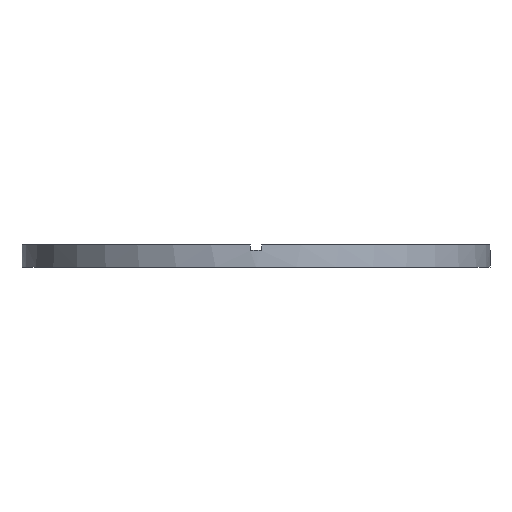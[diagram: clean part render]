
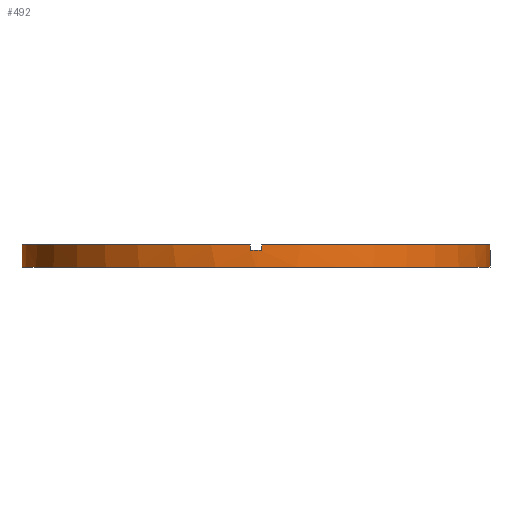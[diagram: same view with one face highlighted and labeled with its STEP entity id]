
A CAD part, front view. The second image highlights one B-rep face of the part: STEP entity #492.
In plain terms, the highlighted cylindrical face has radius 42.5 mm (diameter 85 mm), a partial arc.
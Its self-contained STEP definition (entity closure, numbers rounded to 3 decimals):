
#7 = CARTESIAN_POINT ( 'NONE',  ( 42.5, 0., 4. ) ) ;
#11 = ORIENTED_EDGE ( 'NONE', *, *, #15, .F. ) ;
#14 = VERTEX_POINT ( 'NONE', #574 ) ;
#15 = EDGE_CURVE ( 'NONE', #36, #79, #643, .T. ) ;
#16 = CARTESIAN_POINT ( 'NONE',  ( 42.488, -1., 4. ) ) ;
#20 = ORIENTED_EDGE ( 'NONE', *, *, #515, .T. ) ;
#23 = ORIENTED_EDGE ( 'NONE', *, *, #774, .F. ) ;
#36 = VERTEX_POINT ( 'NONE', #338 ) ;
#38 = ORIENTED_EDGE ( 'NONE', *, *, #512, .T. ) ;
#39 = CARTESIAN_POINT ( 'NONE',  ( 0., 0., 4. ) ) ;
#40 = CARTESIAN_POINT ( 'NONE',  ( 0., 0., 3. ) ) ;
#42 = ORIENTED_EDGE ( 'NONE', *, *, #114, .T. ) ;
#46 = EDGE_LOOP ( 'NONE', ( #659, #11, #42, #23, #637, #642, #20, #552, #548, #285, #38, #563 ) ) ;
#51 = EDGE_CURVE ( 'NONE', #506, #769, #646, .T. ) ;
#70 = VECTOR ( 'NONE', #225, 1000. ) ;
#78 = LINE ( 'NONE', #497, #349 ) ;
#79 = VERTEX_POINT ( 'NONE', #160 ) ;
#84 = FACE_OUTER_BOUND ( 'NONE', #46, .T. ) ;
#114 = EDGE_CURVE ( 'NONE', #36, #761, #384, .T. ) ;
#131 = VECTOR ( 'NONE', #745, 1000. ) ;
#156 = CARTESIAN_POINT ( 'NONE',  ( 0., 0., 4. ) ) ;
#157 = VERTEX_POINT ( 'NONE', #270 ) ;
#160 = CARTESIAN_POINT ( 'NONE',  ( 42.5, 0., 3. ) ) ;
#176 = CARTESIAN_POINT ( 'NONE',  ( -1., -42.488, 3. ) ) ;
#182 = CARTESIAN_POINT ( 'NONE',  ( 0., 0., 0. ) ) ;
#183 = EDGE_CURVE ( 'NONE', #655, #14, #672, .T. ) ;
#195 = AXIS2_PLACEMENT_3D ( 'NONE', #224, #342, #434 ) ;
#205 = AXIS2_PLACEMENT_3D ( 'NONE', #730, #689, #779 ) ;
#219 = LINE ( 'NONE', #259, #230 ) ;
#221 = DIRECTION ( 'NONE',  ( 1., 0., 0. ) ) ;
#224 = CARTESIAN_POINT ( 'NONE',  ( 0., 0., 3. ) ) ;
#225 = DIRECTION ( 'NONE',  ( 0., 0., 1. ) ) ;
#229 = DIRECTION ( 'NONE',  ( 0., 0., 1. ) ) ;
#230 = VECTOR ( 'NONE', #421, 1000. ) ;
#235 = VERTEX_POINT ( 'NONE', #486 ) ;
#238 = AXIS2_PLACEMENT_3D ( 'NONE', #40, #782, #221 ) ;
#256 = EDGE_CURVE ( 'NONE', #555, #400, #415, .T. ) ;
#259 = CARTESIAN_POINT ( 'NONE',  ( -42.488, -1., 4. ) ) ;
#260 = AXIS2_PLACEMENT_3D ( 'NONE', #661, #710, #754 ) ;
#270 = CARTESIAN_POINT ( 'NONE',  ( 1., -42.488, 4. ) ) ;
#285 = ORIENTED_EDGE ( 'NONE', *, *, #256, .F. ) ;
#293 = EDGE_CURVE ( 'NONE', #157, #14, #78, .T. ) ;
#301 = DIRECTION ( 'NONE',  ( 0., 0., -1. ) ) ;
#338 = CARTESIAN_POINT ( 'NONE',  ( 42.488, -1., 3. ) ) ;
#342 = DIRECTION ( 'NONE',  ( 0., 0., 1. ) ) ;
#347 = LINE ( 'NONE', #487, #70 ) ;
#349 = VECTOR ( 'NONE', #775, 1000. ) ;
#359 = CYLINDRICAL_SURFACE ( 'NONE', #616, 42.5 ) ;
#369 = CARTESIAN_POINT ( 'NONE',  ( -42.5, 0., 4. ) ) ;
#376 = CARTESIAN_POINT ( 'NONE',  ( 42.488, -1., 4. ) ) ;
#384 = LINE ( 'NONE', #16, #131 ) ;
#392 = CARTESIAN_POINT ( 'NONE',  ( -1., -42.488, 4. ) ) ;
#400 = VERTEX_POINT ( 'NONE', #431 ) ;
#415 = CIRCLE ( 'NONE', #205, 42.5 ) ;
#421 = DIRECTION ( 'NONE',  ( 0., 0., -1. ) ) ;
#431 = CARTESIAN_POINT ( 'NONE',  ( -42.488, -1., 3. ) ) ;
#434 = DIRECTION ( 'NONE',  ( 1., 0., 0. ) ) ;
#441 = AXIS2_PLACEMENT_3D ( 'NONE', #182, #229, #529 ) ;
#461 = CIRCLE ( 'NONE', #463, 42.5 ) ;
#463 = AXIS2_PLACEMENT_3D ( 'NONE', #156, #741, #647 ) ;
#464 = VECTOR ( 'NONE', #301, 1000. ) ;
#486 = CARTESIAN_POINT ( 'NONE',  ( 42.5, 0., 0. ) ) ;
#487 = CARTESIAN_POINT ( 'NONE',  ( -1., -42.488, 4. ) ) ;
#488 = CARTESIAN_POINT ( 'NONE',  ( -42.5, 0., 3. ) ) ;
#492 = ADVANCED_FACE ( 'NONE', ( #84 ), #359, .T. ) ;
#496 = EDGE_CURVE ( 'NONE', #580, #235, #617, .T. ) ;
#497 = CARTESIAN_POINT ( 'NONE',  ( 1., -42.488, 4. ) ) ;
#506 = VERTEX_POINT ( 'NONE', #718 ) ;
#512 = EDGE_CURVE ( 'NONE', #555, #580, #593, .T. ) ;
#515 = EDGE_CURVE ( 'NONE', #655, #769, #347, .T. ) ;
#529 = DIRECTION ( 'NONE',  ( 1., 0., 0. ) ) ;
#530 = CARTESIAN_POINT ( 'NONE',  ( -42.5, 0., 0. ) ) ;
#548 = ORIENTED_EDGE ( 'NONE', *, *, #676, .T. ) ;
#552 = ORIENTED_EDGE ( 'NONE', *, *, #51, .F. ) ;
#555 = VERTEX_POINT ( 'NONE', #488 ) ;
#563 = ORIENTED_EDGE ( 'NONE', *, *, #496, .T. ) ;
#574 = CARTESIAN_POINT ( 'NONE',  ( 1., -42.488, 3. ) ) ;
#580 = VERTEX_POINT ( 'NONE', #530 ) ;
#593 = LINE ( 'NONE', #369, #625 ) ;
#616 = AXIS2_PLACEMENT_3D ( 'NONE', #39, #768, #683 ) ;
#617 = CIRCLE ( 'NONE', #441, 42.5 ) ;
#625 = VECTOR ( 'NONE', #764, 1000. ) ;
#637 = ORIENTED_EDGE ( 'NONE', *, *, #293, .T. ) ;
#642 = ORIENTED_EDGE ( 'NONE', *, *, #183, .F. ) ;
#643 = CIRCLE ( 'NONE', #238, 42.5 ) ;
#646 = CIRCLE ( 'NONE', #260, 42.5 ) ;
#647 = DIRECTION ( 'NONE',  ( 1., 0., 0. ) ) ;
#655 = VERTEX_POINT ( 'NONE', #176 ) ;
#659 = ORIENTED_EDGE ( 'NONE', *, *, #783, .F. ) ;
#661 = CARTESIAN_POINT ( 'NONE',  ( 0., 0., 4. ) ) ;
#672 = CIRCLE ( 'NONE', #195, 42.5 ) ;
#676 = EDGE_CURVE ( 'NONE', #506, #400, #219, .T. ) ;
#683 = DIRECTION ( 'NONE',  ( -1., 0., 0. ) ) ;
#689 = DIRECTION ( 'NONE',  ( 0., 0., 1. ) ) ;
#691 = LINE ( 'NONE', #7, #464 ) ;
#710 = DIRECTION ( 'NONE',  ( 0., 0., 1. ) ) ;
#718 = CARTESIAN_POINT ( 'NONE',  ( -42.488, -1., 4. ) ) ;
#730 = CARTESIAN_POINT ( 'NONE',  ( 0., 0., 3. ) ) ;
#741 = DIRECTION ( 'NONE',  ( 0., 0., 1. ) ) ;
#745 = DIRECTION ( 'NONE',  ( 0., 0., 1. ) ) ;
#754 = DIRECTION ( 'NONE',  ( 1., 0., 0. ) ) ;
#761 = VERTEX_POINT ( 'NONE', #376 ) ;
#764 = DIRECTION ( 'NONE',  ( 0., 0., -1. ) ) ;
#768 = DIRECTION ( 'NONE',  ( 0., 0., -1. ) ) ;
#769 = VERTEX_POINT ( 'NONE', #392 ) ;
#774 = EDGE_CURVE ( 'NONE', #157, #761, #461, .T. ) ;
#775 = DIRECTION ( 'NONE',  ( 0., 0., -1. ) ) ;
#779 = DIRECTION ( 'NONE',  ( 1., 0., 0. ) ) ;
#782 = DIRECTION ( 'NONE',  ( 0., 0., 1. ) ) ;
#783 = EDGE_CURVE ( 'NONE', #79, #235, #691, .T. ) ;
